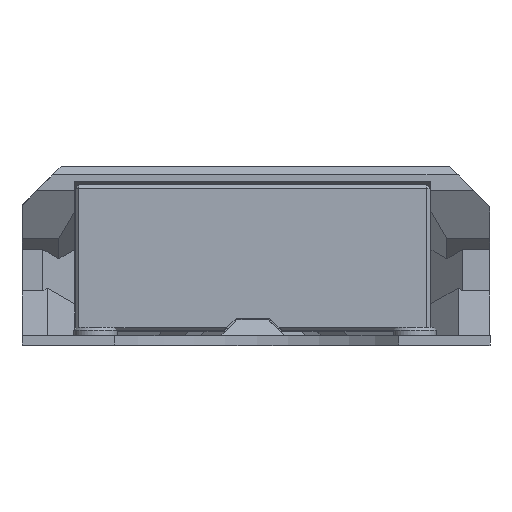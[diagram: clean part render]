
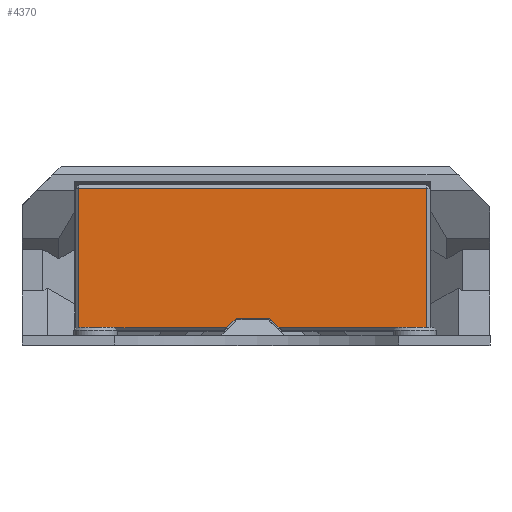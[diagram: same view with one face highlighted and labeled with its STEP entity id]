
A CAD part, top view. The second image highlights one B-rep face of the part: STEP entity #4370.
In plain terms, the highlighted planar face has unit normal (0, 0, 1).
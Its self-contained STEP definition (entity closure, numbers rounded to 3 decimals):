
#201=FACE_OUTER_BOUND('',#419,.T.);
#419=EDGE_LOOP('',(#3681,#3682,#3683,#3684,#3685,#3686,#3687,#3688));
#923=LINE('',#6796,#1536);
#927=LINE('',#6804,#1540);
#931=LINE('',#6812,#1544);
#932=LINE('',#6814,#1545);
#933=LINE('',#6816,#1546);
#934=LINE('',#6818,#1547);
#935=LINE('',#6820,#1548);
#936=LINE('',#6821,#1549);
#1536=VECTOR('',#5557,10.);
#1540=VECTOR('',#5563,10.);
#1544=VECTOR('',#5569,10.);
#1545=VECTOR('',#5570,10.);
#1546=VECTOR('',#5571,10.);
#1547=VECTOR('',#5572,10.);
#1548=VECTOR('',#5573,10.);
#1549=VECTOR('',#5574,10.);
#2012=VERTEX_POINT('',#6793);
#2013=VERTEX_POINT('',#6795);
#2016=VERTEX_POINT('',#6803);
#2019=VERTEX_POINT('',#6811);
#2020=VERTEX_POINT('',#6813);
#2021=VERTEX_POINT('',#6815);
#2022=VERTEX_POINT('',#6817);
#2023=VERTEX_POINT('',#6819);
#2582=EDGE_CURVE('',#2012,#2013,#923,.T.);
#2586=EDGE_CURVE('',#2016,#2013,#927,.T.);
#2590=EDGE_CURVE('',#2019,#2012,#931,.T.);
#2591=EDGE_CURVE('',#2020,#2019,#932,.T.);
#2592=EDGE_CURVE('',#2021,#2020,#933,.T.);
#2593=EDGE_CURVE('',#2022,#2021,#934,.T.);
#2594=EDGE_CURVE('',#2022,#2023,#935,.T.);
#2595=EDGE_CURVE('',#2023,#2016,#936,.T.);
#3681=ORIENTED_EDGE('',*,*,#2582,.F.);
#3682=ORIENTED_EDGE('',*,*,#2590,.F.);
#3683=ORIENTED_EDGE('',*,*,#2591,.F.);
#3684=ORIENTED_EDGE('',*,*,#2592,.F.);
#3685=ORIENTED_EDGE('',*,*,#2593,.F.);
#3686=ORIENTED_EDGE('',*,*,#2594,.T.);
#3687=ORIENTED_EDGE('',*,*,#2595,.T.);
#3688=ORIENTED_EDGE('',*,*,#2586,.T.);
#4157=PLANE('',#4684);
#4370=ADVANCED_FACE('',(#201),#4157,.T.);
#4684=AXIS2_PLACEMENT_3D('',#6810,#5567,#5568);
#5557=DIRECTION('',(-1.,0.,0.));
#5563=DIRECTION('',(0.707,-0.707,0.));
#5567=DIRECTION('center_axis',(0.,0.,1.));
#5568=DIRECTION('ref_axis',(1.,0.,0.));
#5569=DIRECTION('',(0.,-1.,0.));
#5570=DIRECTION('',(1.,0.,0.));
#5571=DIRECTION('',(0.,1.,0.));
#5572=DIRECTION('',(-1.,0.,0.));
#5573=DIRECTION('',(0.707,0.707,0.));
#5574=DIRECTION('',(1.,0.,0.));
#6793=CARTESIAN_POINT('',(158.418,-153.53,80.55));
#6795=CARTESIAN_POINT('',(149.16,-153.53,80.55));
#6796=CARTESIAN_POINT('',(147.717,-153.53,80.55));
#6803=CARTESIAN_POINT('',(148.56,-152.93,80.55));
#6804=CARTESIAN_POINT('',(147.783,-152.153,80.55));
#6810=CARTESIAN_POINT('Origin',(147.717,-149.1,80.55));
#6811=CARTESIAN_POINT('',(158.418,-144.793,80.55));
#6812=CARTESIAN_POINT('',(158.418,-149.707,80.55));
#6813=CARTESIAN_POINT('',(136.619,-144.793,80.55));
#6814=CARTESIAN_POINT('',(153.167,-144.793,80.55));
#6815=CARTESIAN_POINT('',(136.619,-153.53,80.55));
#6816=CARTESIAN_POINT('',(136.619,-149.707,80.55));
#6817=CARTESIAN_POINT('',(145.877,-153.53,80.55));
#6818=CARTESIAN_POINT('',(147.717,-153.53,80.55));
#6819=CARTESIAN_POINT('',(146.477,-152.93,80.55));
#6820=CARTESIAN_POINT('',(147.744,-151.662,80.55));
#6821=CARTESIAN_POINT('',(148.138,-152.93,80.55));
